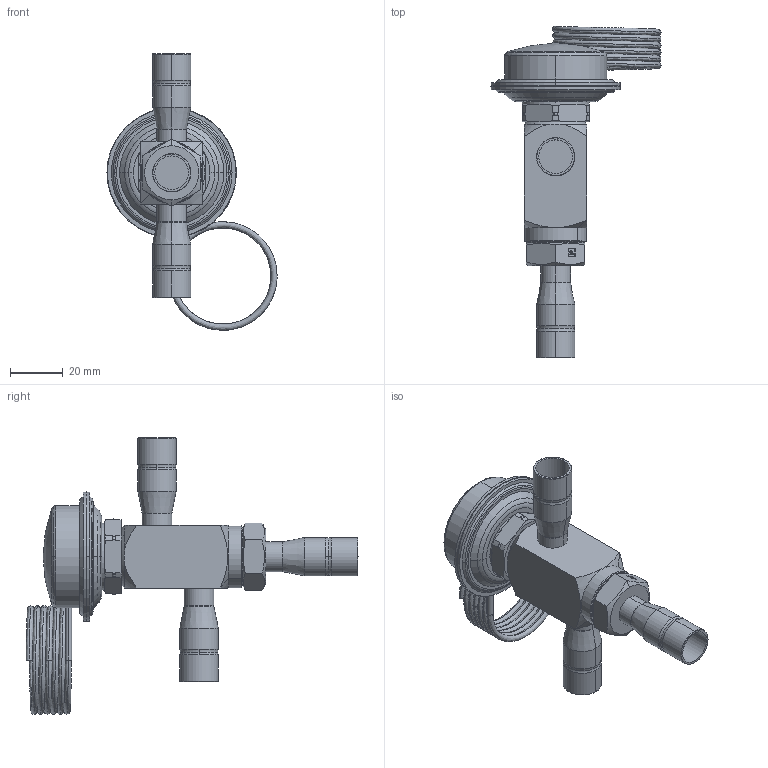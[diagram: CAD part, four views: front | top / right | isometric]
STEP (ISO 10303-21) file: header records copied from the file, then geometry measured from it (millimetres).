
FILE_DESCRIPTION((''),'2;1');
FILE_NAME('119-9298','2024-12-05T11:35:18',('U434391'),('DANFOSS COMMERCIAL COMPRESSOR'),'CREO PARAMETRIC BY PTC INC, 2022124','CREO PARAMETRIC BY PTC INC, 2022124','');
FILE_SCHEMA(('CONFIG_CONTROL_DESIGN'));
Length unit declared in the file: millimetre
Products named in the file (1): 119-9298
Bounding box: 64.73 x 126.28 x 105.18 mm (x, y, z)
Volume: 73836.9 mm3; surface area: 23043.9 mm2
Topology: 1 solids, 1 shells, 305 faces, 795 edges, 516 vertices
Faces by surface type: plane 150, cylinder 58, cone 46, torus 46, bspline 4, sphere 1
Entity records: 14320 total; most frequent: CARTESIAN_POINT 6717, ORIENTED_EDGE 1590, DIRECTION 1585, EDGE_CURVE 795, AXIS2_PLACEMENT_3D 577, VERTEX_POINT 516, VECTOR 431, LINE 431
